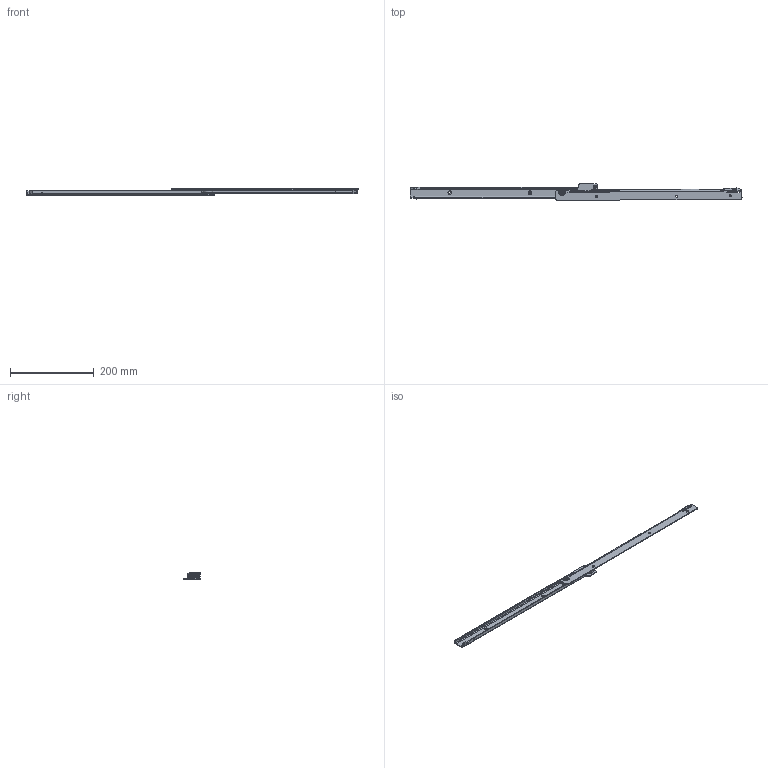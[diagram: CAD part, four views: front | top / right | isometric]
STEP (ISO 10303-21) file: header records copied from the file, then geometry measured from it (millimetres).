
FILE_DESCRIPTION (( 'STEP AP214' ), '1' );
FILE_NAME ('CS# 1051.450-GA.0000.re_open.STEP', '2023-03-06T14:17:39', ( '' ), ( '' ), 'SwSTEP 2.0', 'SolidWorks 2020', '' );
FILE_SCHEMA (( 'AUTOMOTIVE_DESIGN' ));
Length unit declared in the file: millimetre
Products named in the file (15): FUL-166_mit Nietbolzen unvernietet; FUL-066 Käfig; kugel_›   3,175000    (1.8"); FUL-166 Innenring; CS# 1051.450-GA.0000.re_open; FUL-066 Außenring; FUL-166 Bolzen_vernietet Mat. 2,0; CS# 2051.XXX-01.0000.re_NL 450; CS# 1051.XXX-03.0000.re_NL 450; FUL-066 Laufring; FUL-166 Bolzen; CS# 1051.XXX-03.0000.re_NL 450 - FUL-166; FUL-166_mit Nietbolzen vernietet; FUL-166 Kugellager; CS# 2051.XXX-01.0000.re_NL  450 - FUL-166
Assembly tree (22 placements, depth 5):
  CS# 1051.450-GA.0000.re_open
    CS# 2051.XXX-01.0000.re_NL  450 - FUL-166
      CS# 2051.XXX-01.0000.re_NL 450
      FUL-166_mit Nietbolzen unvernietet
        FUL-166 Kugellager
          FUL-166 Innenring
          FUL-066 Außenring
          FUL-066 Käfig
          kugel_›   3,175000    (1.8")  x7
        FUL-066 Laufring
        FUL-166 Bolzen
    CS# 1051.XXX-03.0000.re_NL 450 - FUL-166
      CS# 1051.XXX-03.0000.re_NL 450
      FUL-166_mit Nietbolzen vernietet
        FUL-166 Kugellager
          FUL-166 Innenring
          FUL-066 Außenring
          FUL-066 Käfig
          kugel_›   3,175000    (1.8")  x7
        FUL-066 Laufring
        FUL-166 Bolzen_vernietet Mat. 2,0
Bounding box: 793.88 x 39.96 x 15.1 mm (x, y, z)
Volume: 71677.7 mm3; surface area: 79444.5 mm2
Topology: 26 solids, 26 shells, 903 faces, 2282 edges, 1435 vertices
Faces by surface type: plane 346, cylinder 264, sphere 128, cone 88, torus 40, bspline 37
Entity records: 22216 total; most frequent: CARTESIAN_POINT 5489, DIRECTION 3442, ORIENTED_EDGE 3344, EDGE_CURVE 1672, AXIS2_PLACEMENT_3D 1332, VERTEX_POINT 1038, LINE 778, VECTOR 778
